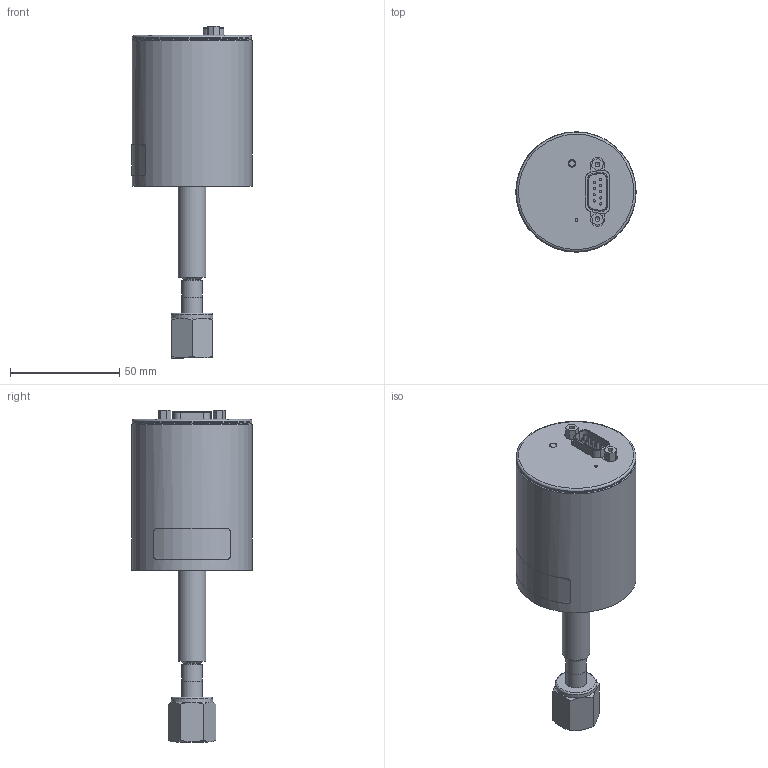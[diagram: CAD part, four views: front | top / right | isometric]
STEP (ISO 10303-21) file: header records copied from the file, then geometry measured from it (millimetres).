
FILE_DESCRIPTION(/* description */ (''),/* implementation_level */ '2;1');
FILE_NAME(/* name */ 'MCDG025D-X3 4-20mA_4VCRf.stp',/* time_stamp */ '2023-01-31T14:16:58+01:00',/* author */ ('cons002'),/* organization */ (''),/* preprocessor_version */ 'ST-DEVELOPER v18.1',/* originating_system */ 'Autodesk Inventor 2021',/* authorisation */ '');
FILE_SCHEMA (('AUTOMOTIVE_DESIGN { 1 0 10303 214 3 1 1 }'));
Length unit declared in the file: millimetre
Products named in the file (1): MCDG025D-X3 4-20mA_4VCRf2
Bounding box: 55.1 x 55 x 152 mm (x, y, z)
Volume: 170131.5 mm3; surface area: 25029.8 mm2
Topology: 1 solids, 9 shells, 200 faces, 415 edges, 263 vertices
Faces by surface type: plane 87, cylinder 83, cone 19, torus 11
Full cylindrical faces by diameter (mm): 1.02 x9, 1.3 x1, 2.156 x2, 2.8 x1, 2.845 x2, 2.9 x1, 3.2 x3, 3.4 x1, 6.4 x1, 7.9 x1, 9.5 x1, 9.525 x1, 9.6 x1, 9.9 x1, 10.2 x1, 11.3 x1, 12.6 x1, 12.7 x1, 12.8 x1, 19 x1, 50.85 x1, 54.2 x1, 54.8 x1, 55 x1
Entity records: 5677 total; most frequent: CARTESIAN_POINT 997, DIRECTION 971, ORIENTED_EDGE 826, EDGE_CURVE 413, AXIS2_PLACEMENT_3D 389, VERTEX_POINT 263, EDGE_LOOP 238, STYLED_ITEM 201
